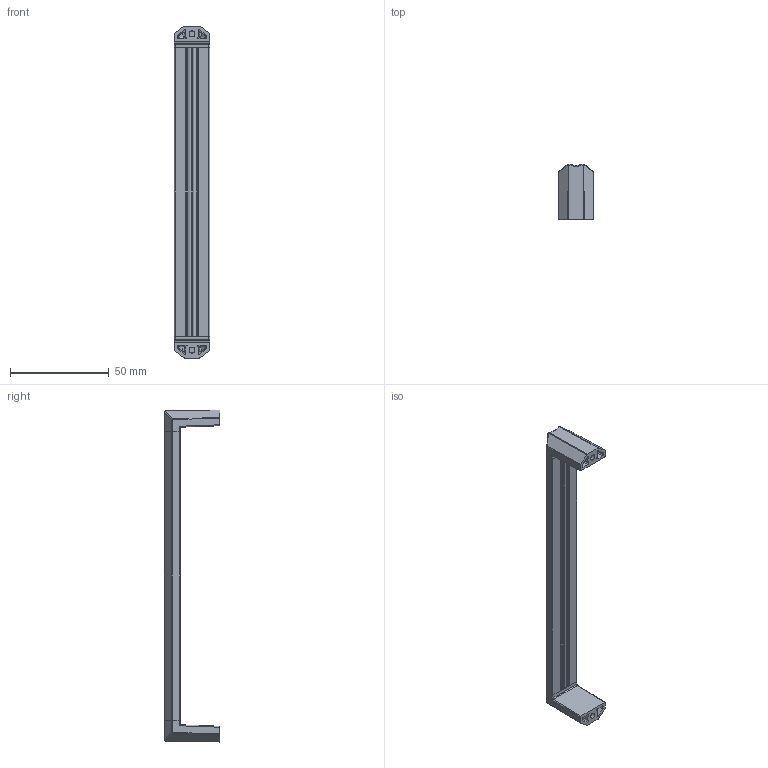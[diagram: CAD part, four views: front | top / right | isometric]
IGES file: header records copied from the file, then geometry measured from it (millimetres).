
Start section: SolidWorks IGES file using analytic representation for surfaces
Global section: file name: 10078-12.IGS; native system: SolidWorks 2017; preprocessor: SolidWorks 2017; author: ebischoff; date: 180521.082033; units: millimetre
Bounding box: 18 x 27.96 x 168 mm (x, y, z)
Surface area: 19084.7 mm2 (no closed solid volume)
Topology: 0 solids, 0 shells, 393 faces, 2901 edges, 2841 vertices
Faces by surface type: revolution 246, bspline 147
